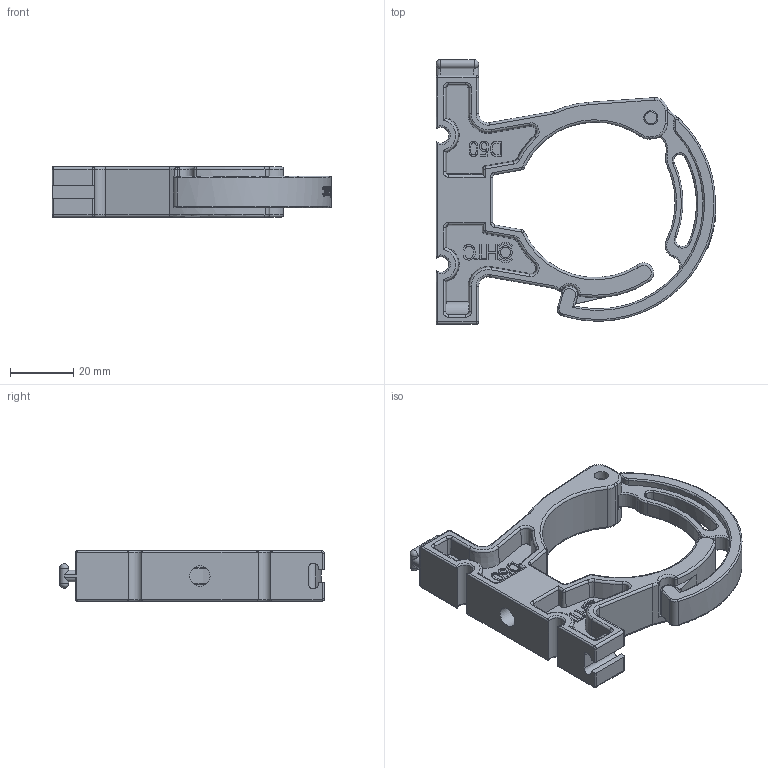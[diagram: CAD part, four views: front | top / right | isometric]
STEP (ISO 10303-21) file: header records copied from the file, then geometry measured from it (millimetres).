
FILE_DESCRIPTION(/* description */ (''),/* implementation_level */ '2;1');
FILE_NAME(/* name */ '50带座管卡.stp',/* time_stamp */ '2025-07-12T09:26:27+08:00',/* author */ (''),/* organization */ (''),/* preprocessor_version */ 'ST-DEVELOPER v16',/* originating_system */ 'SIEMENS PLM Software NX 10.0',/* authorisation */ '');
FILE_SCHEMA (('AUTOMOTIVE_DESIGN { 1 0 10303 214 3 1 1 1 }'));
Length unit declared in the file: millimetre
Products named in the file (1): gelv1ABC07899iap
Bounding box: 88.8 x 84 x 16 mm (x, y, z)
Volume: 31073.3 mm3; surface area: 18662 mm2
Topology: 2 solids, 2 shells, 600 faces, 1487 edges, 921 vertices
Faces by surface type: plane 219, cylinder 154, torus 98, bspline 44, extrusion 43, cone 36, sphere 6
Full cylindrical faces by diameter (mm): 3.187 x2, 4.25 x2, 4.45 x2, 4.5 x2, 6.5 x1
Entity records: 21790 total; most frequent: CARTESIAN_POINT 7349, ORIENTED_EDGE 2902, DIRECTION 2848, EDGE_CURVE 1451, AXIS2_PLACEMENT_3D 1050, VERTEX_POINT 910, VECTOR 748, LINE 705
